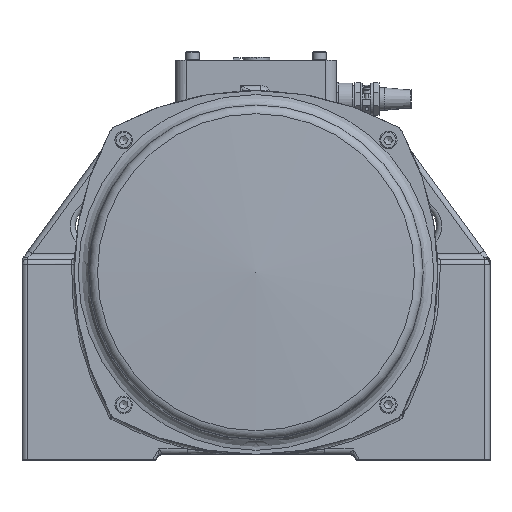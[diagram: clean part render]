
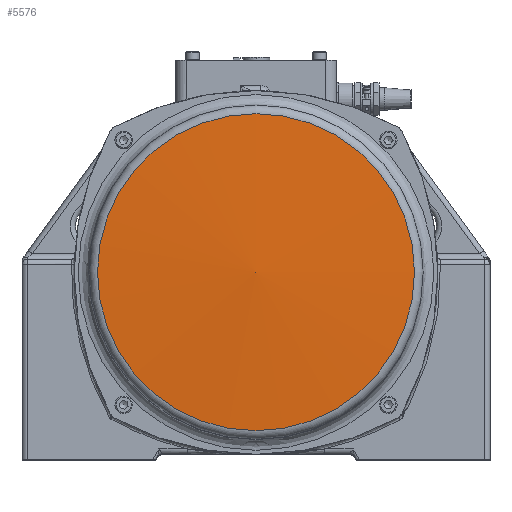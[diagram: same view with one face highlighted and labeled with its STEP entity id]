
A CAD part, top view. The second image highlights one B-rep face of the part: STEP entity #5576.
In plain terms, the highlighted spherical face has radius 1502 mm.
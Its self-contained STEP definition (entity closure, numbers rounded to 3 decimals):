
#5556=CARTESIAN_POINT('',(0.,-121.553,233.314));
#5557=VERTEX_POINT('',#5556);
#5558=CARTESIAN_POINT('',(0.,-3.,233.314));
#5559=DIRECTION('',(0.0,0.0,-1.0));
#5560=DIRECTION('',(0.0,1.0,0.0));
#5561=AXIS2_PLACEMENT_3D('',#5558,#5559,#5560);
#5562=CIRCLE('',#5561,118.553);
#5563=EDGE_CURVE('',#5557,#5557,#5562,.T.);
#5568=CARTESIAN_POINT('',(0.,-3.,-1264.));
#5569=DIRECTION('',(0.0,0.0,1.0));
#5570=DIRECTION('',(1.0,0.0,0.0));
#5571=AXIS2_PLACEMENT_3D('',#5568,#5569,#5570);
#5572=SPHERICAL_SURFACE('',#5571,1502.);
#5573=ORIENTED_EDGE('',*,*,#5563,.F.);
#5574=EDGE_LOOP('',(#5573));
#5575=FACE_OUTER_BOUND('',#5574,.T.);
#5576=ADVANCED_FACE('',(#5575),#5572,.T.);
